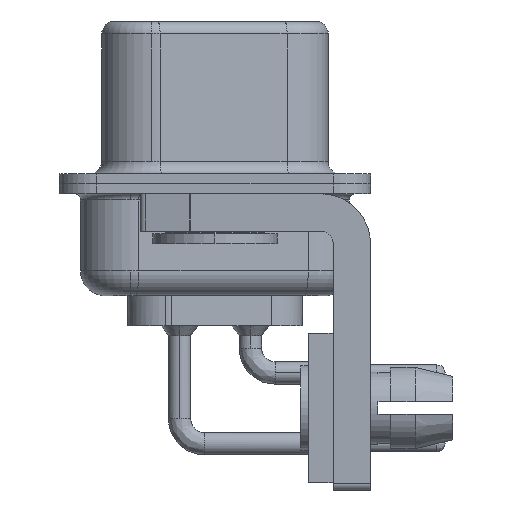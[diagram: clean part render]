
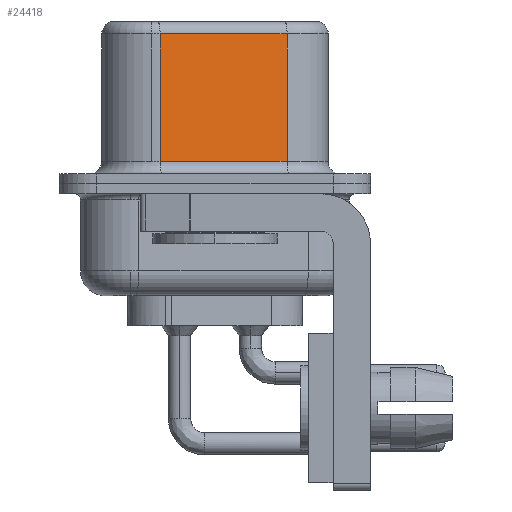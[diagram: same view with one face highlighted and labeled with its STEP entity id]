
A CAD part, left-side view. The second image highlights one B-rep face of the part: STEP entity #24418.
In plain terms, the highlighted planar face has unit normal (-0.985, -0.174, 0).
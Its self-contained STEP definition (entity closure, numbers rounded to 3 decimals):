
#2252 = VECTOR ( 'NONE', #23572, 1000. ) ;
#3668 = VECTOR ( 'NONE', #22266, 1000. ) ;
#3997 = EDGE_CURVE ( 'NONE', #13181, #9334, #12005, .T. ) ;
#4818 = CARTESIAN_POINT ( 'NONE',  ( 4.58, -2.897, 0.9 ) ) ;
#5095 = VERTEX_POINT ( 'NONE', #19353 ) ;
#7394 = EDGE_CURVE ( 'NONE', #5095, #20059, #11059, .T. ) ;
#7974 = ORIENTED_EDGE ( 'NONE', *, *, #7394, .T. ) ;
#8209 = ORIENTED_EDGE ( 'NONE', *, *, #8259, .T. ) ;
#8259 = EDGE_CURVE ( 'NONE', #20059, #9334, #26472, .T. ) ;
#8278 = DIRECTION ( 'NONE',  ( -0.174, 0.985, 0. ) ) ;
#9334 = VERTEX_POINT ( 'NONE', #18018 ) ;
#9381 = CARTESIAN_POINT ( 'NONE',  ( 4.58, -2.897, 6.02 ) ) ;
#9813 = LINE ( 'NONE', #26956, #3668 ) ;
#10657 = CARTESIAN_POINT ( 'NONE',  ( 3.68, 2.203, 6.52 ) ) ;
#10863 = FACE_OUTER_BOUND ( 'NONE', #13767, .T. ) ;
#11059 = LINE ( 'NONE', #10657, #23547 ) ;
#11256 = VECTOR ( 'NONE', #16479, 1000. ) ;
#12005 = LINE ( 'NONE', #21284, #11256 ) ;
#13181 = VERTEX_POINT ( 'NONE', #9381 ) ;
#13767 = EDGE_LOOP ( 'NONE', ( #23896, #24868, #7974, #8209 ) ) ;
#16479 = DIRECTION ( 'NONE',  ( 0., 0., -1. ) ) ;
#18018 = CARTESIAN_POINT ( 'NONE',  ( 4.58, -2.897, 0.9 ) ) ;
#19353 = CARTESIAN_POINT ( 'NONE',  ( 3.68, 2.203, 6.02 ) ) ;
#20020 = CARTESIAN_POINT ( 'NONE',  ( 4.58, -2.897, 6.52 ) ) ;
#20059 = VERTEX_POINT ( 'NONE', #26548 ) ;
#21284 = CARTESIAN_POINT ( 'NONE',  ( 4.58, -2.897, 6.52 ) ) ;
#22266 = DIRECTION ( 'NONE',  ( -0.174, 0.985, 0. ) ) ;
#22355 = DIRECTION ( 'NONE',  ( 0.985, 0.174, 0. ) ) ;
#23547 = VECTOR ( 'NONE', #27151, 1000. ) ;
#23572 = DIRECTION ( 'NONE',  ( 0.174, -0.985, 0. ) ) ;
#23896 = ORIENTED_EDGE ( 'NONE', *, *, #3997, .F. ) ;
#24418 = ADVANCED_FACE ( 'NONE', ( #10863 ), #24651, .F. ) ;
#24651 = PLANE ( 'NONE',  #30317 ) ;
#24868 = ORIENTED_EDGE ( 'NONE', *, *, #29730, .T. ) ;
#26472 = LINE ( 'NONE', #4818, #2252 ) ;
#26548 = CARTESIAN_POINT ( 'NONE',  ( 3.68, 2.203, 0.9 ) ) ;
#26956 = CARTESIAN_POINT ( 'NONE',  ( 4.58, -2.897, 6.02 ) ) ;
#27151 = DIRECTION ( 'NONE',  ( 0., 0., -1. ) ) ;
#29730 = EDGE_CURVE ( 'NONE', #13181, #5095, #9813, .T. ) ;
#30317 = AXIS2_PLACEMENT_3D ( 'NONE', #20020, #22355, #8278 ) ;
